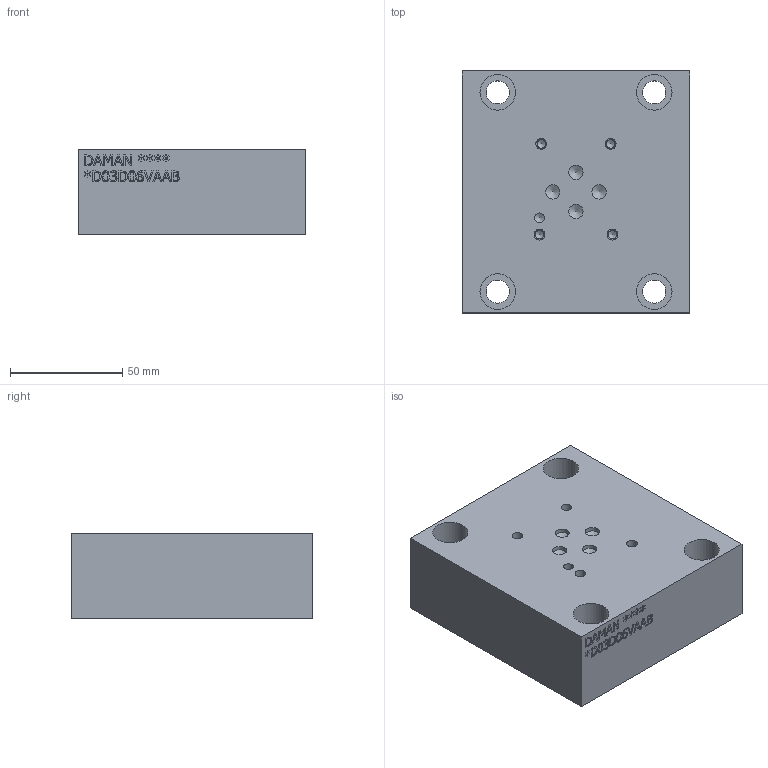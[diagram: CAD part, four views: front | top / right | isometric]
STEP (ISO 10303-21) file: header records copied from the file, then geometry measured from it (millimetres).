
FILE_DESCRIPTION(/* description */ (''),/* implementation_level */ '2;1');
FILE_NAME(/* name */ '_D03D06VAAB.stp',/* time_stamp */ '2021-11-12T14:23:59-05:00',/* author */ ('jrf'),/* organization */ (''),/* preprocessor_version */ 'ST-DEVELOPER v18',/* originating_system */ 'Autodesk Inventor 2020',/* authorisation */ '');
FILE_SCHEMA (('AUTOMOTIVE_DESIGN { 1 0 10303 214 3 1 1 }'));
Length unit declared in the file: millimetre
Products named in the file (1): Part__D03D06VAAB_3D
Bounding box: 101.6 x 107.95 x 38.1 mm (x, y, z)
Volume: 390859.6 mm3; surface area: 45882.8 mm2
Topology: 1 solids, 1 shells, 398 faces, 1091 edges, 739 vertices
Faces by surface type: plane 251, bspline 100, cylinder 33, cone 14
Full cylindrical faces by diameter (mm): 3.785 x4, 4.369 x1, 4.826 x4, 6.35 x4, 10.312 x6, 14.275 x5, 15.875 x4, 22.225 x5
Entity records: 13420 total; most frequent: CARTESIAN_POINT 3515, ORIENTED_EDGE 2154, DIRECTION 1590, EDGE_CURVE 1077, LINE 762, VECTOR 762, VERTEX_POINT 739, EDGE_LOOP 464
